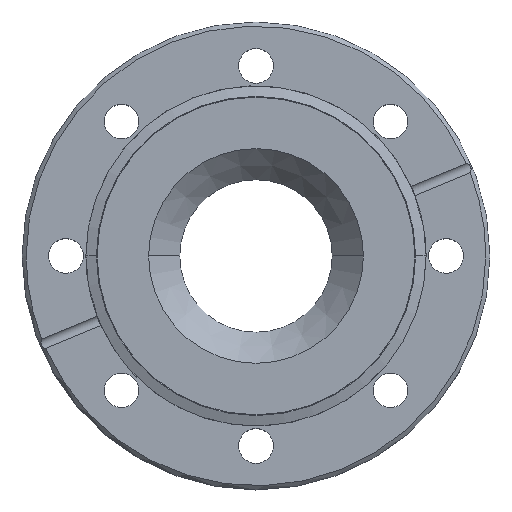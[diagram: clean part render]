
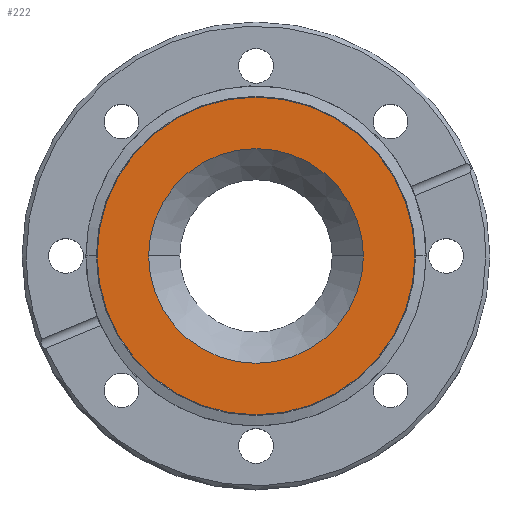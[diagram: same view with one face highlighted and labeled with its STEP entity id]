
A CAD part, top view. The second image highlights one B-rep face of the part: STEP entity #222.
In plain terms, the highlighted planar face has unit normal (0, 0, 1).
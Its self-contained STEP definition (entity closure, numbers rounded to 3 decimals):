
#35 = DIRECTION ( 'NONE',  ( 0., 0., 1. ) ) ;
#50 = DIRECTION ( 'NONE',  ( 0., 0., -1. ) ) ;
#222 = ADVANCED_FACE ( 'NONE', ( #823, #1396 ), #950, .T. ) ;
#233 = DIRECTION ( 'NONE',  ( 1., 0., 0. ) ) ;
#460 = CIRCLE ( 'NONE', #2438, 38.548 ) ;
#685 = VERTEX_POINT ( 'NONE', #1971 ) ;
#731 = VERTEX_POINT ( 'NONE', #1791 ) ;
#743 = CARTESIAN_POINT ( 'NONE',  ( -26.05, 0., -1.2 ) ) ;
#788 = EDGE_CURVE ( 'NONE', #685, #731, #460, .T. ) ;
#823 = FACE_OUTER_BOUND ( 'NONE', #2112, .T. ) ;
#871 = EDGE_CURVE ( 'NONE', #1086, #983, #1438, .T. ) ;
#950 = PLANE ( 'NONE',  #1884 ) ;
#962 = DIRECTION ( 'NONE',  ( 0., 0., 1. ) ) ;
#968 = EDGE_CURVE ( 'NONE', #983, #1086, #1376, .T. ) ;
#972 = ORIENTED_EDGE ( 'NONE', *, *, #968, .T. ) ;
#983 = VERTEX_POINT ( 'NONE', #743 ) ;
#1062 = AXIS2_PLACEMENT_3D ( 'NONE', #2384, #1175, #2583 ) ;
#1083 = ORIENTED_EDGE ( 'NONE', *, *, #2237, .T. ) ;
#1086 = VERTEX_POINT ( 'NONE', #2026 ) ;
#1175 = DIRECTION ( 'NONE',  ( 0., 0., -1. ) ) ;
#1182 = AXIS2_PLACEMENT_3D ( 'NONE', #1340, #35, #1558 ) ;
#1340 = CARTESIAN_POINT ( 'NONE',  ( 0., 0., -1.2 ) ) ;
#1351 = CARTESIAN_POINT ( 'NONE',  ( 0., 0., -1.2 ) ) ;
#1376 = CIRCLE ( 'NONE', #1062, 26.05 ) ;
#1396 = FACE_BOUND ( 'NONE', #2357, .T. ) ;
#1438 = CIRCLE ( 'NONE', #1739, 26.05 ) ;
#1522 = DIRECTION ( 'NONE',  ( 0., 0., 1. ) ) ;
#1558 = DIRECTION ( 'NONE',  ( 1., 0., 0. ) ) ;
#1568 = DIRECTION ( 'NONE',  ( 1., 0., 0. ) ) ;
#1595 = CARTESIAN_POINT ( 'NONE',  ( 0., 0., -1.2 ) ) ;
#1739 = AXIS2_PLACEMENT_3D ( 'NONE', #1351, #50, #1568 ) ;
#1791 = CARTESIAN_POINT ( 'NONE',  ( -38.548, 0., -1.2 ) ) ;
#1884 = AXIS2_PLACEMENT_3D ( 'NONE', #1595, #962, #2389 ) ;
#1931 = ORIENTED_EDGE ( 'NONE', *, *, #788, .T. ) ;
#1971 = CARTESIAN_POINT ( 'NONE',  ( 38.548, 0., -1.2 ) ) ;
#2026 = CARTESIAN_POINT ( 'NONE',  ( 26.05, 0., -1.2 ) ) ;
#2055 = ORIENTED_EDGE ( 'NONE', *, *, #871, .T. ) ;
#2112 = EDGE_LOOP ( 'NONE', ( #1931, #1083 ) ) ;
#2237 = EDGE_CURVE ( 'NONE', #731, #685, #2531, .T. ) ;
#2357 = EDGE_LOOP ( 'NONE', ( #2055, #972 ) ) ;
#2384 = CARTESIAN_POINT ( 'NONE',  ( 0., 0., -1.2 ) ) ;
#2389 = DIRECTION ( 'NONE',  ( 1., 0., 0. ) ) ;
#2438 = AXIS2_PLACEMENT_3D ( 'NONE', #2715, #1522, #233 ) ;
#2531 = CIRCLE ( 'NONE', #1182, 38.548 ) ;
#2583 = DIRECTION ( 'NONE',  ( 1., 0., 0. ) ) ;
#2715 = CARTESIAN_POINT ( 'NONE',  ( 0., 0., -1.2 ) ) ;
